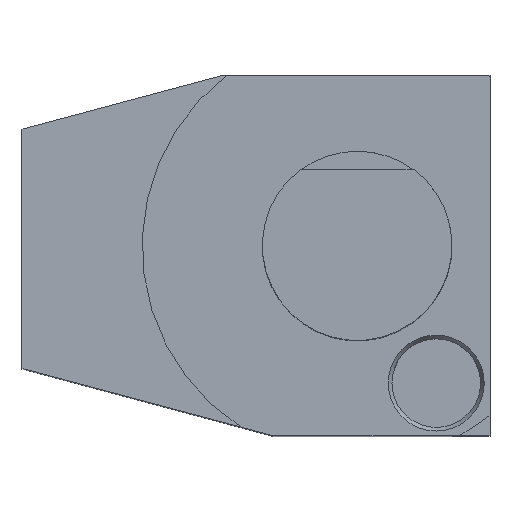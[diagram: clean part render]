
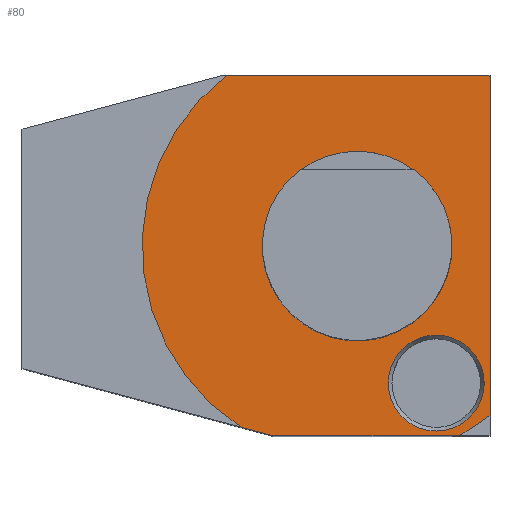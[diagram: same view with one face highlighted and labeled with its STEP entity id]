
A CAD part, top view. The second image highlights one B-rep face of the part: STEP entity #80.
In plain terms, the highlighted planar face has unit normal (0, 0, 1).
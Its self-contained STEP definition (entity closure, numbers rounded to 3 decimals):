
#80=ADVANCED_FACE('',(#252,#253,#254),#119,.F.);
#119=PLANE('',#702);
#148=LINE('',#996,#202);
#149=LINE('',#1001,#203);
#150=LINE('',#1005,#204);
#151=LINE('',#1007,#205);
#202=VECTOR('',#792,1.);
#203=VECTOR('',#795,1.);
#204=VECTOR('',#798,1.);
#205=VECTOR('',#799,1.);
#252=FACE_BOUND('',#273,.T.);
#253=FACE_BOUND('',#274,.T.);
#254=FACE_BOUND('',#275,.T.);
#273=EDGE_LOOP('',(#332));
#274=EDGE_LOOP('',(#333,#334,#335,#336,#337,#338,#339));
#275=EDGE_LOOP('',(#340));
#332=ORIENTED_EDGE('',*,*,#564,.F.);
#333=ORIENTED_EDGE('',*,*,#565,.F.);
#334=ORIENTED_EDGE('',*,*,#566,.T.);
#335=ORIENTED_EDGE('',*,*,#567,.F.);
#336=ORIENTED_EDGE('',*,*,#568,.T.);
#337=ORIENTED_EDGE('',*,*,#569,.F.);
#338=ORIENTED_EDGE('',*,*,#570,.F.);
#339=ORIENTED_EDGE('',*,*,#571,.T.);
#340=ORIENTED_EDGE('',*,*,#572,.F.);
#504=VERTEX_POINT('',#995);
#505=VERTEX_POINT('',#997);
#506=VERTEX_POINT('',#998);
#507=VERTEX_POINT('',#1000);
#508=VERTEX_POINT('',#1002);
#509=VERTEX_POINT('',#1004);
#510=VERTEX_POINT('',#1006);
#511=VERTEX_POINT('',#1008);
#512=VERTEX_POINT('',#1011);
#564=EDGE_CURVE('',#504,#504,#642,.T.);
#565=EDGE_CURVE('',#505,#506,#148,.T.);
#566=EDGE_CURVE('',#505,#507,#643,.T.);
#567=EDGE_CURVE('',#508,#507,#149,.T.);
#568=EDGE_CURVE('',#508,#509,#644,.T.);
#569=EDGE_CURVE('',#510,#509,#150,.T.);
#570=EDGE_CURVE('',#511,#510,#151,.T.);
#571=EDGE_CURVE('',#511,#506,#645,.T.);
#572=EDGE_CURVE('',#512,#512,#646,.T.);
#642=CIRCLE('',#697,7.584);
#643=CIRCLE('',#698,34.);
#644=CIRCLE('',#699,34.);
#645=CIRCLE('',#700,34.);
#646=CIRCLE('',#701,14.997);
#697=AXIS2_PLACEMENT_3D('',#994,#790,#791);
#698=AXIS2_PLACEMENT_3D('',#999,#793,#794);
#699=AXIS2_PLACEMENT_3D('',#1003,#796,#797);
#700=AXIS2_PLACEMENT_3D('',#1009,#800,#801);
#701=AXIS2_PLACEMENT_3D('',#1010,#802,#803);
#702=AXIS2_PLACEMENT_3D('',#1012,#804,#805);
#790=DIRECTION('',(0.,0.,1.));
#791=DIRECTION('',(1.,0.,0.));
#792=DIRECTION('',(0.,-1.,0.));
#793=DIRECTION('',(0.,0.,1.));
#794=DIRECTION('',(0.,1.,0.));
#795=DIRECTION('',(1.,0.,0.));
#796=DIRECTION('',(0.,0.,1.));
#797=DIRECTION('',(0.,1.,0.));
#798=DIRECTION('',(-0.966,0.259,0.));
#799=DIRECTION('',(-1.,0.,0.));
#800=DIRECTION('',(0.,0.,1.));
#801=DIRECTION('',(0.,1.,0.));
#802=DIRECTION('',(0.,0.,1.));
#803=DIRECTION('',(0.,1.,0.));
#804=DIRECTION('',(0.,0.,-1.));
#805=DIRECTION('',(0.,1.,0.));
#994=CARTESIAN_POINT('',(12.5,-21.651,0.));
#995=CARTESIAN_POINT('',(20.084,-21.651,0.));
#996=CARTESIAN_POINT('',(21.,34.,0.));
#997=CARTESIAN_POINT('',(21.,26.739,0.));
#998=CARTESIAN_POINT('',(21.,-26.739,0.));
#999=CARTESIAN_POINT('',(0.,0.,0.));
#1000=CARTESIAN_POINT('',(20.664,27.,0.));
#1001=CARTESIAN_POINT('',(0.,27.,0.));
#1002=CARTESIAN_POINT('',(-20.664,27.,0.));
#1003=CARTESIAN_POINT('',(0.,0.,0.));
#1004=CARTESIAN_POINT('',(-18.342,-28.628,0.));
#1005=CARTESIAN_POINT('',(-16.886,-29.018,0.));
#1006=CARTESIAN_POINT('',(-13.222,-30.,0.));
#1007=CARTESIAN_POINT('',(0.,-30.,0.));
#1008=CARTESIAN_POINT('',(16.,-30.,0.));
#1009=CARTESIAN_POINT('',(0.,0.,0.));
#1010=CARTESIAN_POINT('',(0.,0.,0.));
#1011=CARTESIAN_POINT('',(0.,14.997,0.));
#1012=CARTESIAN_POINT('',(0.,34.,0.));
